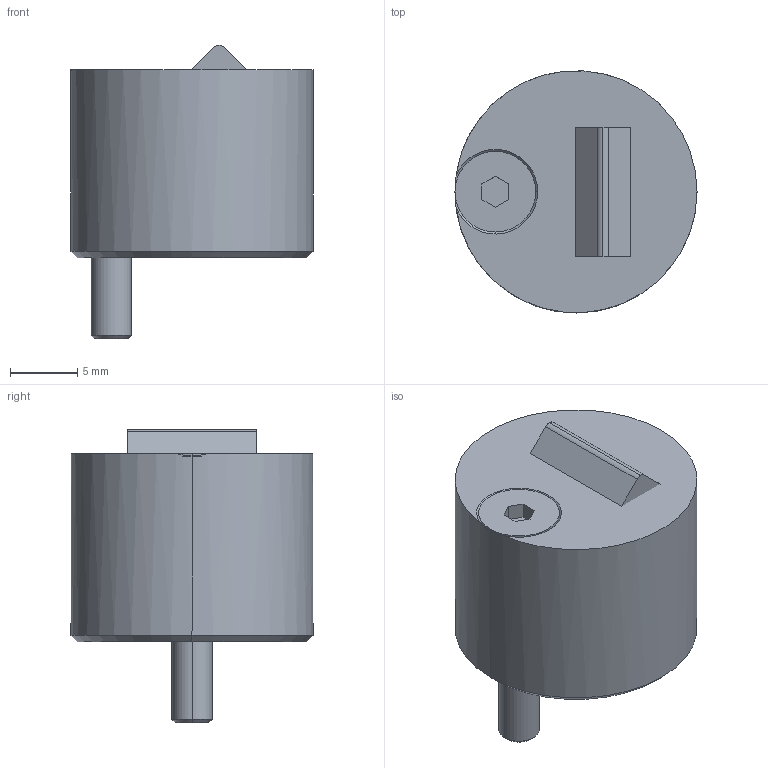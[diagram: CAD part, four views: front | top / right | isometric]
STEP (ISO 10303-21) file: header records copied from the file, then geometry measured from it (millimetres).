
FILE_DESCRIPTION (( 'STEP AP214' ), '1' );
FILE_NAME ('BruyRubio_BR5130-18.STEP', '2020-01-03T08:12:18', ( '' ), ( '' ), 'SwSTEP 2.0', 'SolidWorks 2017', '' );
FILE_SCHEMA (( 'AUTOMOTIVE_DESIGN' ));
Length unit declared in the file: millimetre
Products named in the file (3): TAE 3 x 20_e0307b; BruyRubio_BR5130-18; BR5130-18_b78beb
Assembly tree (2 placements, depth 2):
  BruyRubio_BR5130-18
    BR5130-18_b78beb
    TAE 3 x 20_e0307b
Bounding box: 18 x 18 x 21.8 mm (x, y, z)
Volume: 3625.2 mm3; surface area: 1993.9 mm2
Topology: 4 solids, 4 shells, 44 faces, 95 edges, 59 vertices
Faces by surface type: plane 20, cylinder 16, cone 8
Entity records: 1815 total; most frequent: DIRECTION 227, CARTESIAN_POINT 211, ORIENTED_EDGE 190, EDGE_CURVE 95, AXIS2_PLACEMENT_3D 85, VERTEX_POINT 59, VECTOR 57, LINE 57
